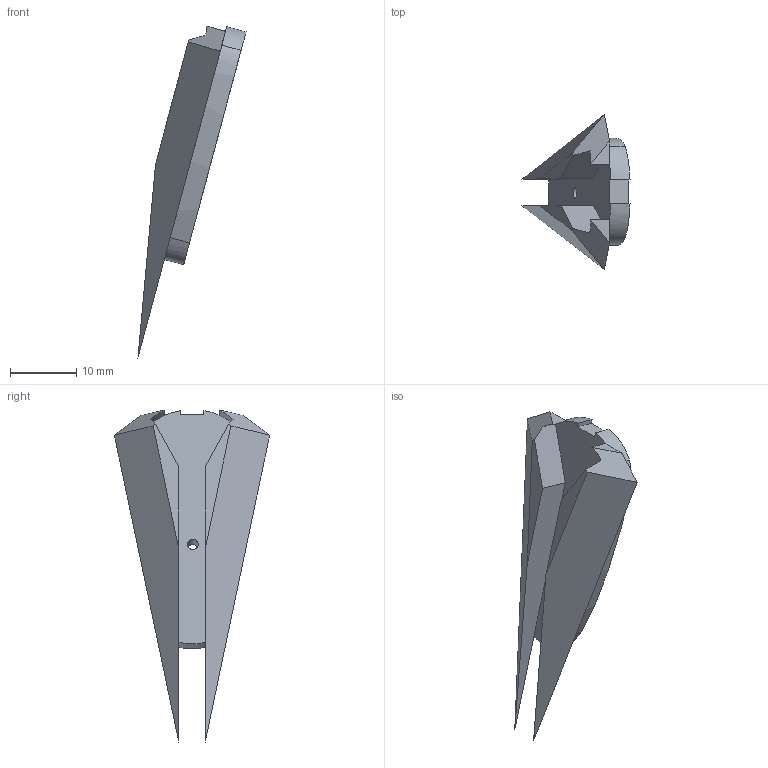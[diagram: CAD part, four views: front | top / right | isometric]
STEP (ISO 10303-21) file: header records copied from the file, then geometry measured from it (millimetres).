
FILE_DESCRIPTION(/* description */ (''),/* implementation_level */ '2;1');
FILE_NAME(/* name */ '',/* time_stamp */ '2023-01-14T21:59:16+08:00',/* author */ (''),/* organization */ (''),/* preprocessor_version */ 'ST-DEVELOPER v19.2',/* originating_system */ 'Autodesk Translation Framework v11.17.0.187',/* authorisation */ '');
FILE_SCHEMA (('AUTOMOTIVE_DESIGN { 1 0 10303 214 3 1 1 }'));
Length unit declared in the file: millimetre
Products named in the file (1): 武器_兼容
Bounding box: 16.26 x 23.37 x 49.99 mm (x, y, z)
Volume: 2329 mm3; surface area: 2814.4 mm2
Topology: 3 solids, 3 shells, 40 faces, 99 edges, 66 vertices
Faces by surface type: plane 32, bspline 7, cylinder 1
Full cylindrical faces by diameter (mm): 1.623 x1
Entity records: 1484 total; most frequent: CARTESIAN_POINT 525, ORIENTED_EDGE 198, DIRECTION 155, EDGE_CURVE 99, LINE 83, VECTOR 83, VERTEX_POINT 66, EDGE_LOOP 43
